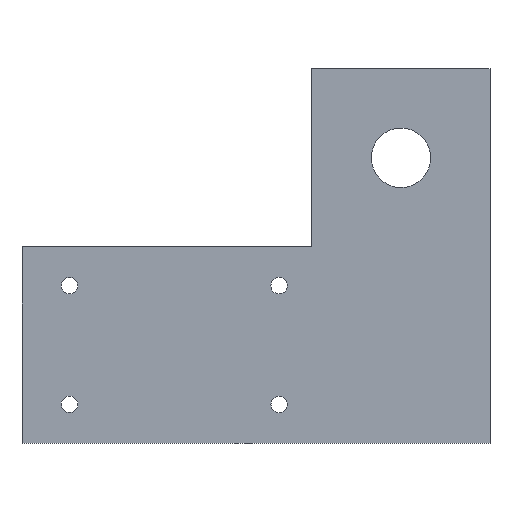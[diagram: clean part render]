
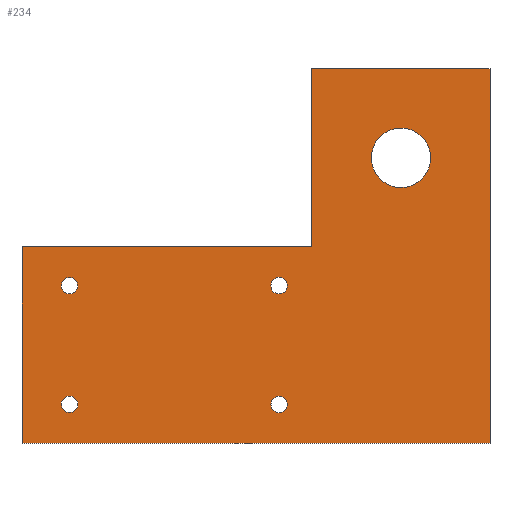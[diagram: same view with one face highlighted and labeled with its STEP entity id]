
A CAD part, front view. The second image highlights one B-rep face of the part: STEP entity #234.
In plain terms, the highlighted planar face has unit normal (0, -1, 0).
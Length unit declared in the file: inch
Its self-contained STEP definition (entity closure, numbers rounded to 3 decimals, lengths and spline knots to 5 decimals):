
#18=FACE_BOUND($,#57,.T.);
#19=FACE_BOUND($,#58,.T.);
#20=FACE_BOUND($,#59,.T.);
#21=FACE_BOUND($,#60,.T.);
#22=FACE_BOUND($,#61,.T.);
#33=CIRCLE($,#251,0.25);
#34=CIRCLE($,#252,0.06975);
#35=CIRCLE($,#253,0.06975);
#36=CIRCLE($,#254,0.06975);
#37=CIRCLE($,#255,0.06975);
#43=FACE_OUTER_BOUND($,#56,.T.);
#56=EDGE_LOOP($,(#170,#171,#172,#173,#174,#175));
#57=EDGE_LOOP($,(#176));
#58=EDGE_LOOP($,(#177));
#59=EDGE_LOOP($,(#178));
#60=EDGE_LOOP($,(#179));
#61=EDGE_LOOP($,(#180));
#84=LINE($,#343,#102);
#85=LINE($,#345,#103);
#86=LINE($,#347,#104);
#87=LINE($,#349,#105);
#88=LINE($,#351,#106);
#89=LINE($,#352,#107);
#102=VECTOR($,#277,1.5);
#103=VECTOR($,#278,2.44);
#104=VECTOR($,#279,1.65354);
#105=VECTOR($,#280,3.94);
#106=VECTOR($,#281,3.15354);
#107=VECTOR($,#282,1.5);
#120=VERTEX_POINT($,#341);
#121=VERTEX_POINT($,#342);
#122=VERTEX_POINT($,#344);
#123=VERTEX_POINT($,#346);
#124=VERTEX_POINT($,#348);
#125=VERTEX_POINT($,#350);
#126=VERTEX_POINT($,#353);
#127=VERTEX_POINT($,#355);
#128=VERTEX_POINT($,#357);
#129=VERTEX_POINT($,#359);
#130=VERTEX_POINT($,#361);
#142=EDGE_CURVE($,#120,#121,#84,.T.);
#143=EDGE_CURVE($,#122,#120,#85,.T.);
#144=EDGE_CURVE($,#123,#122,#86,.T.);
#145=EDGE_CURVE($,#124,#123,#87,.T.);
#146=EDGE_CURVE($,#125,#124,#88,.T.);
#147=EDGE_CURVE($,#121,#125,#89,.T.);
#148=EDGE_CURVE($,#126,#126,#33,.T.);
#149=EDGE_CURVE($,#127,#127,#34,.T.);
#150=EDGE_CURVE($,#128,#128,#35,.T.);
#151=EDGE_CURVE($,#129,#129,#36,.T.);
#152=EDGE_CURVE($,#130,#130,#37,.T.);
#170=ORIENTED_EDGE($,*,*,#142,.F.);
#171=ORIENTED_EDGE($,*,*,#143,.F.);
#172=ORIENTED_EDGE($,*,*,#144,.F.);
#173=ORIENTED_EDGE($,*,*,#145,.F.);
#174=ORIENTED_EDGE($,*,*,#146,.F.);
#175=ORIENTED_EDGE($,*,*,#147,.F.);
#176=ORIENTED_EDGE($,*,*,#148,.F.);
#177=ORIENTED_EDGE($,*,*,#149,.T.);
#178=ORIENTED_EDGE($,*,*,#150,.T.);
#179=ORIENTED_EDGE($,*,*,#151,.T.);
#180=ORIENTED_EDGE($,*,*,#152,.T.);
#226=PLANE($,#250);
#234=ADVANCED_FACE($,(#43,#18,#19,#20,#21,#22),#226,.F.);
#250=AXIS2_PLACEMENT_3D($,#340,#275,#276);
#251=AXIS2_PLACEMENT_3D($,#354,#283,#284);
#252=AXIS2_PLACEMENT_3D($,#356,#285,#286);
#253=AXIS2_PLACEMENT_3D($,#358,#287,#288);
#254=AXIS2_PLACEMENT_3D($,#360,#289,#290);
#255=AXIS2_PLACEMENT_3D($,#362,#291,#292);
#275=DIRECTION('center_axis',(0.,1.,0.));
#276=DIRECTION('ref_axis',(0.,0.,-1.));
#277=DIRECTION($,(0.,0.,1.));
#278=DIRECTION($,(1.,0.,0.));
#279=DIRECTION($,(0.,0.,1.));
#280=DIRECTION($,(-1.,0.,0.));
#281=DIRECTION($,(0.,0.,-1.));
#282=DIRECTION($,(1.,0.,0.));
#283=DIRECTION('center_axis',(0.,-1.,0.));
#284=DIRECTION('ref_axis',(0.,0.,-1.));
#285=DIRECTION('center_axis',(0.,1.,0.));
#286=DIRECTION('ref_axis',(0.,0.,-1.));
#287=DIRECTION('center_axis',(0.,1.,0.));
#288=DIRECTION('ref_axis',(0.,0.,-1.));
#289=DIRECTION('center_axis',(0.,1.,0.));
#290=DIRECTION('ref_axis',(0.,0.,-1.));
#291=DIRECTION('center_axis',(0.,1.,0.));
#292=DIRECTION('ref_axis',(0.,0.,-1.));
#340=CARTESIAN_POINT('Origin',(0.,0.,0.));
#341=CARTESIAN_POINT('',(0.,0.,0.));
#342=CARTESIAN_POINT('',(0.,0.,1.5));
#343=CARTESIAN_POINT($,(0.,0.,0.));
#344=CARTESIAN_POINT('',(-2.44,0.,0.));
#345=CARTESIAN_POINT($,(-2.44,0.,0.));
#346=CARTESIAN_POINT('',(-2.44,0.,-1.65354));
#347=CARTESIAN_POINT($,(-2.44,0.,-1.65354));
#348=CARTESIAN_POINT('',(1.5,0.,-1.65354));
#349=CARTESIAN_POINT($,(1.5,0.,-1.65354));
#350=CARTESIAN_POINT('',(1.5,0.,1.5));
#351=CARTESIAN_POINT($,(1.5,0.,1.5));
#352=CARTESIAN_POINT($,(0.,0.,1.5));
#353=CARTESIAN_POINT('',(0.75,0.,0.5));
#354=CARTESIAN_POINT('Origin',(0.75,0.,0.75));
#355=CARTESIAN_POINT('',(-2.04,0.,-0.25702));
#356=CARTESIAN_POINT('Origin',(-2.04,0.,-0.32677));
#357=CARTESIAN_POINT('',(-0.275,0.,-0.25702));
#358=CARTESIAN_POINT('Origin',(-0.275,0.,-0.32677));
#359=CARTESIAN_POINT('',(-2.04,0.,-1.25702));
#360=CARTESIAN_POINT('Origin',(-2.04,0.,-1.32677));
#361=CARTESIAN_POINT('',(-0.275,0.,-1.25702));
#362=CARTESIAN_POINT('Origin',(-0.275,0.,-1.32677));
